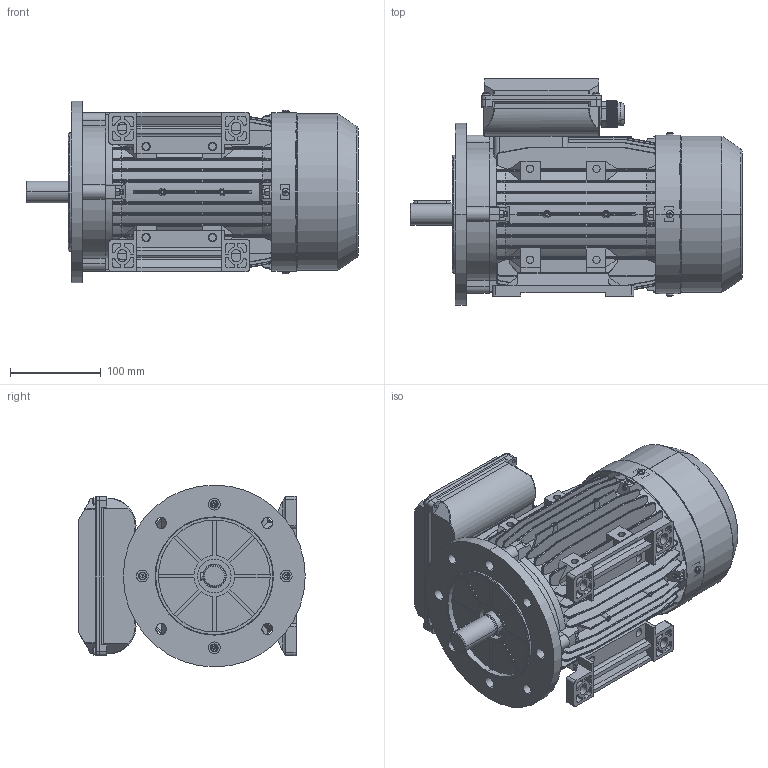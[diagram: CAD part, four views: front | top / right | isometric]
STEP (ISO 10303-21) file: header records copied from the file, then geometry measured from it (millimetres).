
FILE_DESCRIPTION (( 'STEP AP203' ), '1' );
FILE_NAME ('ML90L B35.STEP', '2015-01-13T00:45:22', ( 'USER' ), ( 'MS' ), 'SwSTEP 2.0', 'SolidWorks 2008', '' );
FILE_SCHEMA (( 'CONFIG_CONTROL_DESIGN' ));
Products named in the file (14): Hexagon socket head cap screws GB_GB_FASTENER_SCREWS_HSHCS M5X30-N; 90L机壳_默认; 风叶_默认; Cross recessed thread forming screws GB_GB_CROSS_SCREWS_TYPE138 M4X10-N; 90B5前盖_默认; ML90L B35; 90后盖_默认; 90L底脚_默认; 90L转轴_默认; 90风罩_默认; Hexagon nuts grade C GB_GB_FASTENER_NUT_SNC1 M5-N; 80-100出线螺套_默认; ML80-ML90接线盒座(铝)_默认; ML80-ML90接线盒盖(铝)_默认
Assembly tree (35 placements, depth 2):
  ML90L B35
    90L底脚_默认  x2
    风叶_默认
    Hexagon nuts grade C GB_GB_FASTENER_NUT_SNC1 M5-N  x8
    90L转轴_默认
    Hexagon socket head cap screws GB_GB_FASTENER_SCREWS_HSHCS M5X30-N  x8
    ML80-ML90接线盒座(铝)_默认
    Cross recessed thread forming screws GB_GB_CROSS_SCREWS_TYPE138 M4X10-N  x8
    90后盖_默认
    90L机壳_默认
    90B5前盖_默认
    ML80-ML90接线盒盖(铝)_默认
    90风罩_默认
    80-100出线螺套_默认
Bounding box: 365 x 249 x 200 mm (x, y, z)
Volume: 1710842.1 mm3; surface area: 948897.1 mm2
Topology: 35 solids, 35 shells, 3753 faces, 9688 edges, 6061 vertices
Faces by surface type: plane 2153, cylinder 1061, cone 202, sphere 124, bspline 120, torus 93
Entity records: 105205 total; most frequent: CARTESIAN_POINT 26487, ORIENTED_EDGE 16518, DIRECTION 15132, EDGE_CURVE 8259, VECTOR 5300, LINE 5300, VERTEX_POINT 5190, AXIS2_PLACEMENT_3D 4916
